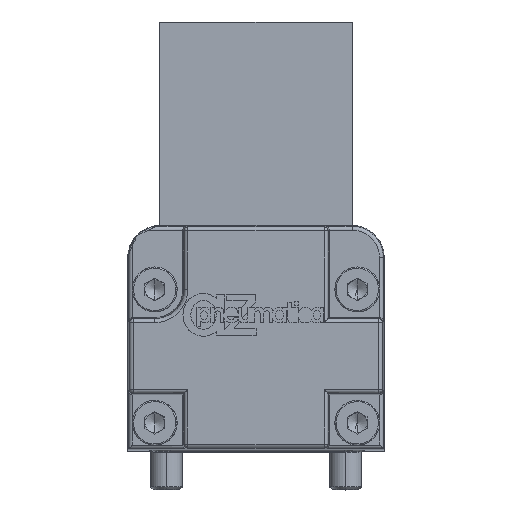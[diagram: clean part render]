
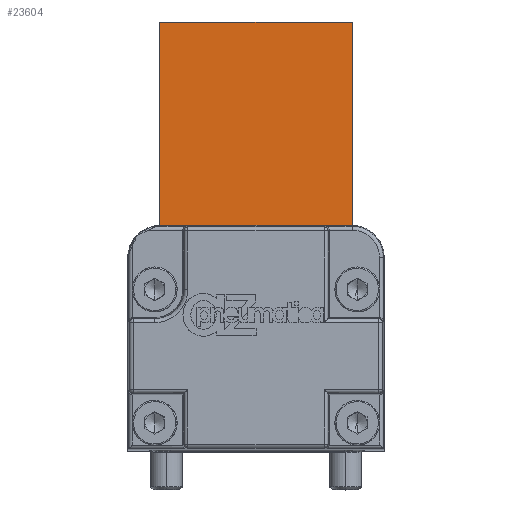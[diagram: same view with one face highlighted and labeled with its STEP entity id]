
A CAD part, top view. The second image highlights one B-rep face of the part: STEP entity #23604.
In plain terms, the highlighted planar face has unit normal (0, 0, 1).
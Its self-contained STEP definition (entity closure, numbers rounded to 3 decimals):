
#4076 = VECTOR ( 'NONE', #27119, 1000. ) ;
#5313 = CARTESIAN_POINT ( 'NONE',  ( 5., 66.7, 18.05 ) ) ;
#6120 = LINE ( 'NONE', #40265, #4076 ) ;
#8883 = LINE ( 'NONE', #5313, #59012 ) ;
#8950 = CARTESIAN_POINT ( 'NONE',  ( 5., 66.7, 18.05 ) ) ;
#14115 = CARTESIAN_POINT ( 'NONE',  ( 5., 34.7, 18.05 ) ) ;
#15256 = VECTOR ( 'NONE', #63132, 1000. ) ;
#17339 = CARTESIAN_POINT ( 'NONE',  ( 5., 34.7, 18.05 ) ) ;
#19431 = EDGE_CURVE ( 'NONE', #76541, #19906, #85264, .T. ) ;
#19906 = VERTEX_POINT ( 'NONE', #64528 ) ;
#20396 = PLANE ( 'NONE',  #49707 ) ;
#20666 = DIRECTION ( 'NONE',  ( 1., 0., 0. ) ) ;
#23604 = ADVANCED_FACE ( 'NONE', ( #78625 ), #20396, .T. ) ;
#26343 = LINE ( 'NONE', #49391, #76834 ) ;
#27119 = DIRECTION ( 'NONE',  ( 0., 1., 0. ) ) ;
#29549 = CARTESIAN_POINT ( 'NONE',  ( 5., 34.7, 18.05 ) ) ;
#29904 = EDGE_CURVE ( 'NONE', #19906, #80241, #6120, .T. ) ;
#30912 = VERTEX_POINT ( 'NONE', #8950 ) ;
#39820 = EDGE_LOOP ( 'NONE', ( #51455, #79623, #74165, #80004 ) ) ;
#40265 = CARTESIAN_POINT ( 'NONE',  ( 35., 34.7, 18.05 ) ) ;
#40303 = EDGE_CURVE ( 'NONE', #80241, #30912, #8883, .T. ) ;
#49391 = CARTESIAN_POINT ( 'NONE',  ( 5., 34.7, 18.05 ) ) ;
#49707 = AXIS2_PLACEMENT_3D ( 'NONE', #14115, #59849, #20666 ) ;
#51455 = ORIENTED_EDGE ( 'NONE', *, *, #40303, .T. ) ;
#55992 = DIRECTION ( 'NONE',  ( 0., -1., 0. ) ) ;
#59012 = VECTOR ( 'NONE', #84128, 1000. ) ;
#59849 = DIRECTION ( 'NONE',  ( 0., 0., 1. ) ) ;
#63132 = DIRECTION ( 'NONE',  ( 1., 0., 0. ) ) ;
#64528 = CARTESIAN_POINT ( 'NONE',  ( 35., 34.7, 18.05 ) ) ;
#72433 = EDGE_CURVE ( 'NONE', #30912, #76541, #26343, .T. ) ;
#74085 = CARTESIAN_POINT ( 'NONE',  ( 35., 66.7, 18.05 ) ) ;
#74165 = ORIENTED_EDGE ( 'NONE', *, *, #19431, .T. ) ;
#76541 = VERTEX_POINT ( 'NONE', #29549 ) ;
#76834 = VECTOR ( 'NONE', #55992, 1000. ) ;
#78625 = FACE_OUTER_BOUND ( 'NONE', #39820, .T. ) ;
#79623 = ORIENTED_EDGE ( 'NONE', *, *, #72433, .T. ) ;
#80004 = ORIENTED_EDGE ( 'NONE', *, *, #29904, .T. ) ;
#80241 = VERTEX_POINT ( 'NONE', #74085 ) ;
#84128 = DIRECTION ( 'NONE',  ( -1., 0., 0. ) ) ;
#85264 = LINE ( 'NONE', #17339, #15256 ) ;
